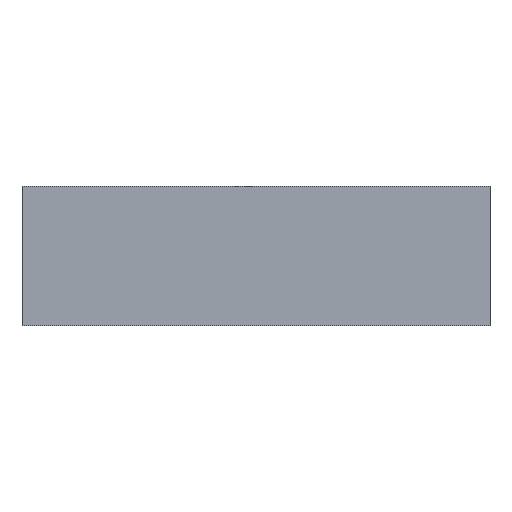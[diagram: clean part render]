
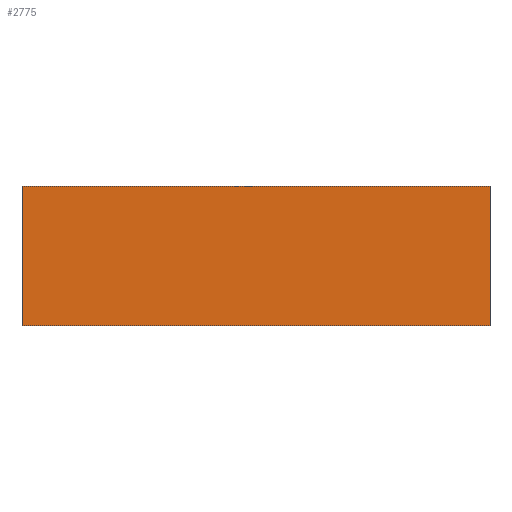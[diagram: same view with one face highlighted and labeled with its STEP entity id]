
A CAD part, front view. The second image highlights one B-rep face of the part: STEP entity #2775.
In plain terms, the highlighted planar face has unit normal (0, -1, 0).
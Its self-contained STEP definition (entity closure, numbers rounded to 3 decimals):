
#230=PLANE('',#3175);
#401=FACE_OUTER_BOUND('',#654,.T.);
#654=EDGE_LOOP('',(#2306,#2307,#2308,#2309));
#855=LINE('',#4838,#984);
#856=LINE('',#4840,#985);
#857=LINE('',#4842,#986);
#858=LINE('',#4843,#987);
#984=VECTOR('',#4036,10.);
#985=VECTOR('',#4037,10.);
#986=VECTOR('',#4038,10.);
#987=VECTOR('',#4039,10.);
#1430=VERTEX_POINT('',#4836);
#1431=VERTEX_POINT('',#4837);
#1432=VERTEX_POINT('',#4839);
#1433=VERTEX_POINT('',#4841);
#1748=EDGE_CURVE('',#1430,#1431,#855,.T.);
#1749=EDGE_CURVE('',#1431,#1432,#856,.T.);
#1750=EDGE_CURVE('',#1433,#1432,#857,.T.);
#1751=EDGE_CURVE('',#1430,#1433,#858,.T.);
#2306=ORIENTED_EDGE('',*,*,#1748,.T.);
#2307=ORIENTED_EDGE('',*,*,#1749,.T.);
#2308=ORIENTED_EDGE('',*,*,#1750,.F.);
#2309=ORIENTED_EDGE('',*,*,#1751,.F.);
#2775=ADVANCED_FACE('',(#401),#230,.T.);
#3175=AXIS2_PLACEMENT_3D('',#4835,#4034,#4035);
#4034=DIRECTION('center_axis',(0.,-1.,0.));
#4035=DIRECTION('ref_axis',(1.,0.,0.));
#4036=DIRECTION('',(1.,0.,0.));
#4037=DIRECTION('',(0.,0.,1.));
#4038=DIRECTION('',(1.,0.,0.));
#4039=DIRECTION('',(0.,0.,1.));
#4835=CARTESIAN_POINT('Origin',(0.,0.,0.));
#4836=CARTESIAN_POINT('',(0.,0.,0.));
#4837=CARTESIAN_POINT('',(85.5,0.,0.));
#4838=CARTESIAN_POINT('',(0.,0.,0.));
#4839=CARTESIAN_POINT('',(85.5,0.,25.4));
#4840=CARTESIAN_POINT('',(85.5,0.,0.));
#4841=CARTESIAN_POINT('',(0.,0.,25.4));
#4842=CARTESIAN_POINT('',(0.,0.,25.4));
#4843=CARTESIAN_POINT('',(0.,0.,0.));
